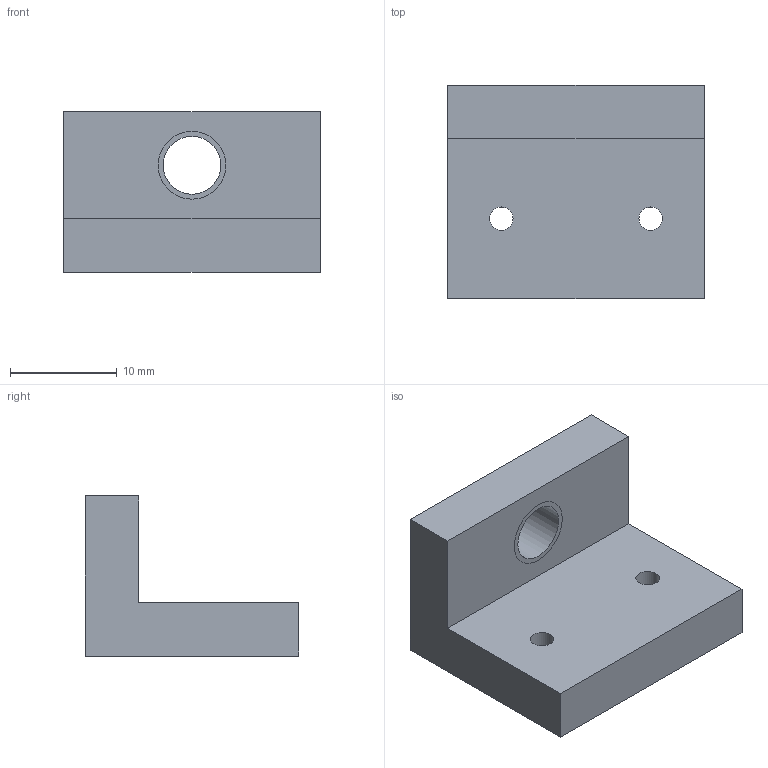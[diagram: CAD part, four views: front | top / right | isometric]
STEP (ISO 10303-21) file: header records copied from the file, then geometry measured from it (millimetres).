
FILE_DESCRIPTION(/* description */ (''),/* implementation_level */ '2;1');
FILE_NAME(/* name */ 'TUBING_ANCHOR v2.step',/* time_stamp */ '2020-06-02T10:22:31+01:00',/* author */ (''),/* organization */ (''),/* preprocessor_version */ 'ST-DEVELOPER v18.1',/* originating_system */ 'Autodesk Translation Framework v9.3.0.1241',/* authorisation */ '');
FILE_SCHEMA (('AUTOMOTIVE_DESIGN { 1 0 10303 214 3 1 1 }'));
Length unit declared in the file: millimetre
Products named in the file (1): TUBING_ANCHOR
Bounding box: 24 x 20 x 15 mm (x, y, z)
Volume: 3447 mm3; surface area: 2172.7 mm2
Topology: 1 solids, 2 shells, 12 faces, 30 edges, 20 vertices
Faces by surface type: plane 8, cylinder 4
Full cylindrical faces by diameter (mm): 2.2 x2, 5.41 x1, 6.35 x1
Entity records: 408 total; most frequent: DIRECTION 64, CARTESIAN_POINT 63, ORIENTED_EDGE 58, EDGE_CURVE 30, LINE 22, VECTOR 22, AXIS2_PLACEMENT_3D 21, VERTEX_POINT 20
